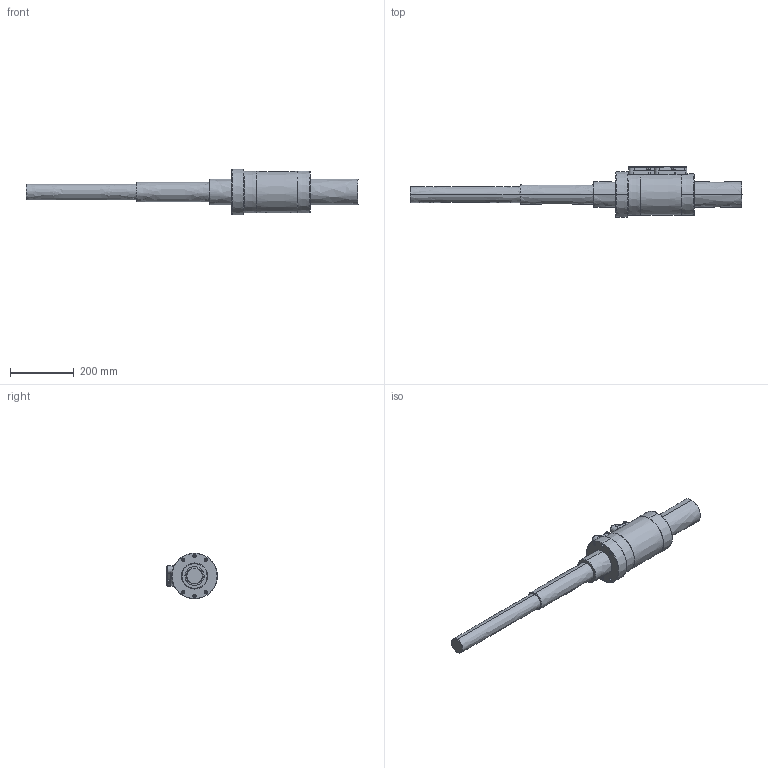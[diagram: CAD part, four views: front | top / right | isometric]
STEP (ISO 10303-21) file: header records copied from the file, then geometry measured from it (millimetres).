
FILE_DESCRIPTION((''),'2;1');
FILE_NAME('00_HSP8020FJ_ASM','2022-07-13T15:53:42',('10019049'),(''),'CREO PARAMETRIC BY PTC INC, 2019080','CREO PARAMETRIC BY PTC INC, 2019080','');
FILE_SCHEMA(('CONFIG_CONTROL_DESIGN'));
Length unit declared in the file: millimetre
Products named in the file (6): NUT_HSP8020FJ; SHAFT_HSP8020FJ; LOCKER_HSP8020FJ; __8_0001; _M820_0001; 00_HSP8020FJ_ASM
Assembly tree (12 placements, depth 2):
  00_HSP8020FJ_ASM
    NUT_HSP8020FJ
    SHAFT_HSP8020FJ
    LOCKER_HSP8020FJ  x2
    __8_0001  x4
    _M820_0001  x4
Bounding box: 1040 x 159 x 143 mm (x, y, z)
Surface area: 449671 mm2 (no closed solid volume)
Topology: 0 solids, 0 shells, 301 faces, 1408 edges, 1384 vertices
Faces by surface type: bspline 283, torus 18
Entity records: 19476 total; most frequent: CARTESIAN_POINT 11911, DIRECTION 1207, TRIMMED_CURVE 989, VECTOR 819, LINE 819, DEFINITIONAL_REPRESENTATION 812, PCURVE 812, COMPOSITE_CURVE_SEGMENT 812
